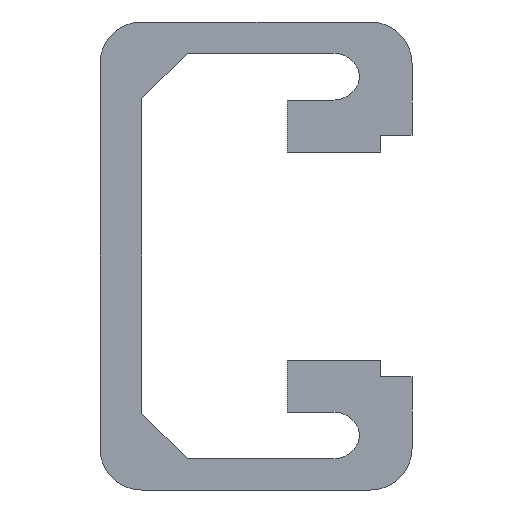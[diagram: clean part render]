
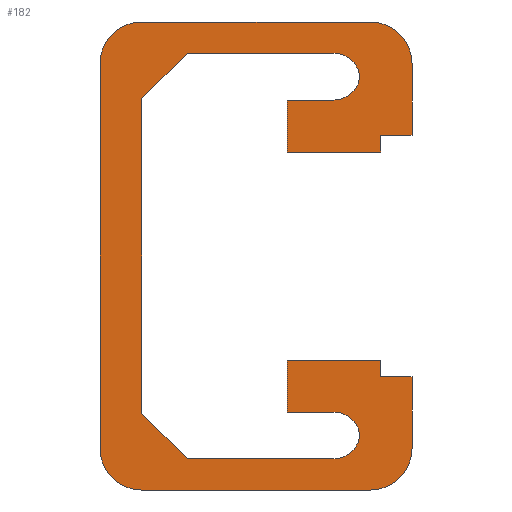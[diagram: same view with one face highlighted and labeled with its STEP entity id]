
A CAD part, front view. The second image highlights one B-rep face of the part: STEP entity #182.
In plain terms, the highlighted planar face has unit normal (0, -1, 0).
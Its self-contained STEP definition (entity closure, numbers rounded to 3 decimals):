
#182=ADVANCED_FACE('',(#242),#243,.T.);
#242=FACE_OUTER_BOUND('',#302,.T.);
#243=PLANE('',#303);
#302=EDGE_LOOP('',(#531,#532,#533,#534,#535,#536,#537,#538,#539,#540,#541,#542,#543,#544,#545,#546,#547,#548,#549,#550,#551,#552,#553,#554,#555,#556,#557,#558));
#303=AXIS2_PLACEMENT_3D('',#559,#560,#561);
#531=ORIENTED_EDGE('',*,*,#566,.T.);
#532=ORIENTED_EDGE('',*,*,#562,.T.);
#533=ORIENTED_EDGE('',*,*,#644,.T.);
#534=ORIENTED_EDGE('',*,*,#641,.T.);
#535=ORIENTED_EDGE('',*,*,#638,.T.);
#536=ORIENTED_EDGE('',*,*,#635,.T.);
#537=ORIENTED_EDGE('',*,*,#632,.T.);
#538=ORIENTED_EDGE('',*,*,#629,.T.);
#539=ORIENTED_EDGE('',*,*,#626,.T.);
#540=ORIENTED_EDGE('',*,*,#623,.T.);
#541=ORIENTED_EDGE('',*,*,#620,.T.);
#542=ORIENTED_EDGE('',*,*,#617,.T.);
#543=ORIENTED_EDGE('',*,*,#614,.T.);
#544=ORIENTED_EDGE('',*,*,#611,.T.);
#545=ORIENTED_EDGE('',*,*,#608,.T.);
#546=ORIENTED_EDGE('',*,*,#605,.T.);
#547=ORIENTED_EDGE('',*,*,#602,.T.);
#548=ORIENTED_EDGE('',*,*,#599,.T.);
#549=ORIENTED_EDGE('',*,*,#596,.T.);
#550=ORIENTED_EDGE('',*,*,#593,.T.);
#551=ORIENTED_EDGE('',*,*,#590,.T.);
#552=ORIENTED_EDGE('',*,*,#587,.T.);
#553=ORIENTED_EDGE('',*,*,#584,.T.);
#554=ORIENTED_EDGE('',*,*,#581,.T.);
#555=ORIENTED_EDGE('',*,*,#578,.T.);
#556=ORIENTED_EDGE('',*,*,#575,.T.);
#557=ORIENTED_EDGE('',*,*,#572,.T.);
#558=ORIENTED_EDGE('',*,*,#569,.T.);
#559=CARTESIAN_POINT('',(0.,0.0,0.));
#560=DIRECTION('',(0.,-1.0,0.0));
#561=DIRECTION('',(-1.0,0.,0.0));
#562=EDGE_CURVE('',#646,#647,#648,.T.);
#566=EDGE_CURVE('',#654,#646,#655,.T.);
#569=EDGE_CURVE('',#659,#654,#660,.T.);
#572=EDGE_CURVE('',#664,#659,#665,.F.);
#575=EDGE_CURVE('',#669,#664,#670,.F.);
#578=EDGE_CURVE('',#674,#669,#675,.T.);
#581=EDGE_CURVE('',#679,#674,#680,.T.);
#584=EDGE_CURVE('',#684,#679,#685,.T.);
#587=EDGE_CURVE('',#689,#684,#690,.T.);
#590=EDGE_CURVE('',#694,#689,#695,.T.);
#593=EDGE_CURVE('',#699,#694,#700,.F.);
#596=EDGE_CURVE('',#704,#699,#705,.F.);
#599=EDGE_CURVE('',#709,#704,#710,.T.);
#602=EDGE_CURVE('',#714,#709,#715,.T.);
#605=EDGE_CURVE('',#719,#714,#720,.T.);
#608=EDGE_CURVE('',#724,#719,#725,.T.);
#611=EDGE_CURVE('',#729,#724,#730,.T.);
#614=EDGE_CURVE('',#734,#729,#735,.T.);
#617=EDGE_CURVE('',#739,#734,#740,.T.);
#620=EDGE_CURVE('',#744,#739,#745,.T.);
#623=EDGE_CURVE('',#749,#744,#750,.T.);
#626=EDGE_CURVE('',#754,#749,#755,.T.);
#629=EDGE_CURVE('',#759,#754,#760,.T.);
#632=EDGE_CURVE('',#764,#759,#765,.T.);
#635=EDGE_CURVE('',#769,#764,#770,.T.);
#638=EDGE_CURVE('',#774,#769,#775,.T.);
#641=EDGE_CURVE('',#779,#774,#780,.T.);
#644=EDGE_CURVE('',#647,#779,#784,.T.);
#646=VERTEX_POINT('',#786);
#647=VERTEX_POINT('',#787);
#648=LINE('',#788,#789);
#654=VERTEX_POINT('',#798);
#655=LINE('',#799,#800);
#659=VERTEX_POINT('',#806);
#660=LINE('',#807,#808);
#664=VERTEX_POINT('',#814);
#665=CIRCLE('',#815,1.25);
#669=VERTEX_POINT('',#820);
#670=CIRCLE('',#821,1.25);
#674=VERTEX_POINT('',#826);
#675=LINE('',#827,#828);
#679=VERTEX_POINT('',#834);
#680=LINE('',#835,#836);
#684=VERTEX_POINT('',#842);
#685=LINE('',#843,#844);
#689=VERTEX_POINT('',#850);
#690=LINE('',#851,#852);
#694=VERTEX_POINT('',#858);
#695=LINE('',#859,#860);
#699=VERTEX_POINT('',#866);
#700=CIRCLE('',#867,1.25);
#704=VERTEX_POINT('',#872);
#705=CIRCLE('',#873,1.25);
#709=VERTEX_POINT('',#878);
#710=LINE('',#879,#880);
#714=VERTEX_POINT('',#886);
#715=LINE('',#887,#888);
#719=VERTEX_POINT('',#894);
#720=LINE('',#895,#896);
#724=VERTEX_POINT('',#902);
#725=LINE('',#903,#904);
#729=VERTEX_POINT('',#910);
#730=LINE('',#911,#912);
#734=VERTEX_POINT('',#918);
#735=LINE('',#919,#920);
#739=VERTEX_POINT('',#926);
#740=CIRCLE('',#927,2.);
#744=VERTEX_POINT('',#932);
#745=LINE('',#933,#934);
#749=VERTEX_POINT('',#940);
#750=CIRCLE('',#941,2.);
#754=VERTEX_POINT('',#946);
#755=LINE('',#947,#948);
#759=VERTEX_POINT('',#954);
#760=CIRCLE('',#955,2.);
#764=VERTEX_POINT('',#960);
#765=LINE('',#961,#962);
#769=VERTEX_POINT('',#968);
#770=CIRCLE('',#969,2.);
#774=VERTEX_POINT('',#974);
#775=LINE('',#975,#976);
#779=VERTEX_POINT('',#982);
#780=LINE('',#983,#984);
#784=LINE('',#990,#991);
#786=CARTESIAN_POINT('',(1.5,0.0,5.0));
#787=CARTESIAN_POINT('',(6.0,0.0,5.0));
#788=CARTESIAN_POINT('',(3.75,0.0,5.0));
#789=VECTOR('',#994,1.0);
#798=CARTESIAN_POINT('',(1.5,0.0,7.5));
#799=CARTESIAN_POINT('',(1.5,0.0,6.25));
#800=VECTOR('',#998,1.0);
#806=CARTESIAN_POINT('',(3.75,0.0,7.5));
#807=CARTESIAN_POINT('',(2.625,0.0,7.5));
#808=VECTOR('',#1001,1.0);
#814=CARTESIAN_POINT('',(4.994,0.0,8.625));
#815=AXIS2_PLACEMENT_3D('',#1004,#1005,#1006);
#820=CARTESIAN_POINT('',(3.75,0.0,9.75));
#821=AXIS2_PLACEMENT_3D('',#1011,#1012,#1013);
#826=CARTESIAN_POINT('',(-3.3,0.0,9.75));
#827=CARTESIAN_POINT('',(0.225,0.0,9.75));
#828=VECTOR('',#1018,1.0);
#834=CARTESIAN_POINT('',(-5.5,0.0,7.55));
#835=CARTESIAN_POINT('',(-4.4,0.0,8.65));
#836=VECTOR('',#1021,1.0);
#842=CARTESIAN_POINT('',(-5.5,0.0,-7.55));
#843=CARTESIAN_POINT('',(-5.5,0.0,0.));
#844=VECTOR('',#1024,1.0);
#850=CARTESIAN_POINT('',(-3.3,0.0,-9.75));
#851=CARTESIAN_POINT('',(-4.4,0.0,-8.65));
#852=VECTOR('',#1027,1.0);
#858=CARTESIAN_POINT('',(3.75,0.0,-9.75));
#859=CARTESIAN_POINT('',(0.225,0.0,-9.75));
#860=VECTOR('',#1030,1.0);
#866=CARTESIAN_POINT('',(4.994,0.0,-8.625));
#867=AXIS2_PLACEMENT_3D('',#1033,#1034,#1035);
#872=CARTESIAN_POINT('',(3.75,0.0,-7.5));
#873=AXIS2_PLACEMENT_3D('',#1040,#1041,#1042);
#878=CARTESIAN_POINT('',(1.5,0.0,-7.5));
#879=CARTESIAN_POINT('',(2.625,0.0,-7.5));
#880=VECTOR('',#1047,1.0);
#886=CARTESIAN_POINT('',(1.5,0.0,-5.0));
#887=CARTESIAN_POINT('',(1.5,0.0,-6.25));
#888=VECTOR('',#1050,1.0);
#894=CARTESIAN_POINT('',(6.0,0.0,-5.0));
#895=CARTESIAN_POINT('',(3.75,0.0,-5.0));
#896=VECTOR('',#1053,1.0);
#902=CARTESIAN_POINT('',(6.0,0.0,-5.8));
#903=CARTESIAN_POINT('',(6.0,0.0,-5.4));
#904=VECTOR('',#1056,1.0);
#910=CARTESIAN_POINT('',(7.5,0.0,-5.8));
#911=CARTESIAN_POINT('',(6.75,0.0,-5.8));
#912=VECTOR('',#1059,1.0);
#918=CARTESIAN_POINT('',(7.5,0.0,-9.25));
#919=CARTESIAN_POINT('',(7.5,0.0,-7.525));
#920=VECTOR('',#1062,1.0);
#926=CARTESIAN_POINT('',(5.5,0.0,-11.25));
#927=AXIS2_PLACEMENT_3D('',#1065,#1066,#1067);
#932=CARTESIAN_POINT('',(-5.5,0.0,-11.25));
#933=CARTESIAN_POINT('',(0.,0.0,-11.25));
#934=VECTOR('',#1072,1.0);
#940=CARTESIAN_POINT('',(-7.5,0.0,-9.25));
#941=AXIS2_PLACEMENT_3D('',#1075,#1076,#1077);
#946=CARTESIAN_POINT('',(-7.5,0.0,9.25));
#947=CARTESIAN_POINT('',(-7.5,0.0,0.));
#948=VECTOR('',#1082,1.0);
#954=CARTESIAN_POINT('',(-5.5,0.0,11.25));
#955=AXIS2_PLACEMENT_3D('',#1085,#1086,#1087);
#960=CARTESIAN_POINT('',(5.5,0.0,11.25));
#961=CARTESIAN_POINT('',(0.,0.0,11.25));
#962=VECTOR('',#1092,1.0);
#968=CARTESIAN_POINT('',(7.5,0.0,9.25));
#969=AXIS2_PLACEMENT_3D('',#1095,#1096,#1097);
#974=CARTESIAN_POINT('',(7.5,0.0,5.8));
#975=CARTESIAN_POINT('',(7.5,0.0,7.525));
#976=VECTOR('',#1102,1.0);
#982=CARTESIAN_POINT('',(6.0,0.,5.8));
#983=CARTESIAN_POINT('',(6.75,0.0,5.8));
#984=VECTOR('',#1105,1.0);
#990=CARTESIAN_POINT('',(6.0,0.0,5.4));
#991=VECTOR('',#1108,1.0);
#994=DIRECTION('',(1.0,0.,0.0));
#998=DIRECTION('',(0.,0.,-1.0));
#1001=DIRECTION('',(-1.0,0.,0.));
#1004=CARTESIAN_POINT('',(3.75,0.0,8.75));
#1005=DIRECTION('',(0.,-1.0,0.0));
#1006=DIRECTION('',(1.0,0.,0.0));
#1011=CARTESIAN_POINT('',(3.75,0.0,8.5));
#1012=DIRECTION('',(0.,-1.0,0.0));
#1013=DIRECTION('',(1.0,0.,0.0));
#1018=DIRECTION('',(1.0,0.,0.0));
#1021=DIRECTION('',(0.707,0.,0.707));
#1024=DIRECTION('',(0.,0.,1.0));
#1027=DIRECTION('',(-0.707,0.,0.707));
#1030=DIRECTION('',(-1.0,0.,0.));
#1033=CARTESIAN_POINT('',(3.75,0.0,-8.5));
#1034=DIRECTION('',(0.,-1.0,0.0));
#1035=DIRECTION('',(1.0,0.,0.0));
#1040=CARTESIAN_POINT('',(3.75,0.0,-8.75));
#1041=DIRECTION('',(0.,-1.0,0.0));
#1042=DIRECTION('',(1.0,0.,0.0));
#1047=DIRECTION('',(1.0,0.,0.0));
#1050=DIRECTION('',(0.,0.,-1.0));
#1053=DIRECTION('',(-1.0,0.,0.));
#1056=DIRECTION('',(0.,0.,1.0));
#1059=DIRECTION('',(-1.0,0.,0.));
#1062=DIRECTION('',(0.,0.,1.0));
#1065=CARTESIAN_POINT('',(5.5,0.0,-9.25));
#1066=DIRECTION('',(0.,-1.0,0.0));
#1067=DIRECTION('',(1.0,0.,0.0));
#1072=DIRECTION('',(1.0,0.,0.0));
#1075=CARTESIAN_POINT('',(-5.5,0.0,-9.25));
#1076=DIRECTION('',(0.,-1.0,0.0));
#1077=DIRECTION('',(1.0,0.,0.0));
#1082=DIRECTION('',(0.,0.,-1.0));
#1085=CARTESIAN_POINT('',(-5.5,0.0,9.25));
#1086=DIRECTION('',(0.,-1.0,0.0));
#1087=DIRECTION('',(1.0,0.,0.0));
#1092=DIRECTION('',(-1.0,0.,0.));
#1095=CARTESIAN_POINT('',(5.5,0.0,9.25));
#1096=DIRECTION('',(0.,-1.0,0.0));
#1097=DIRECTION('',(1.0,0.,0.0));
#1102=DIRECTION('',(0.,0.,1.0));
#1105=DIRECTION('',(1.0,0.,0.0));
#1108=DIRECTION('',(0.,0.,1.0));
